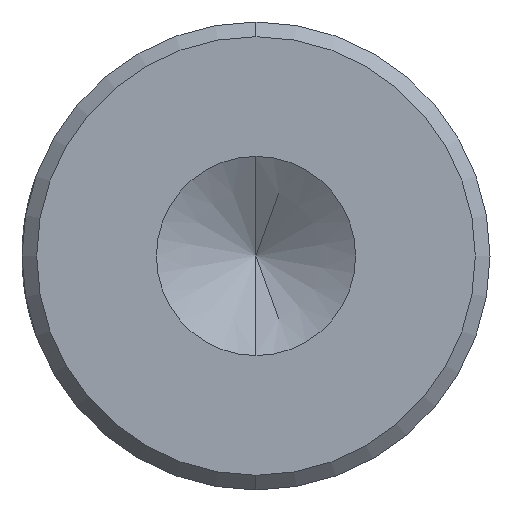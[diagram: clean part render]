
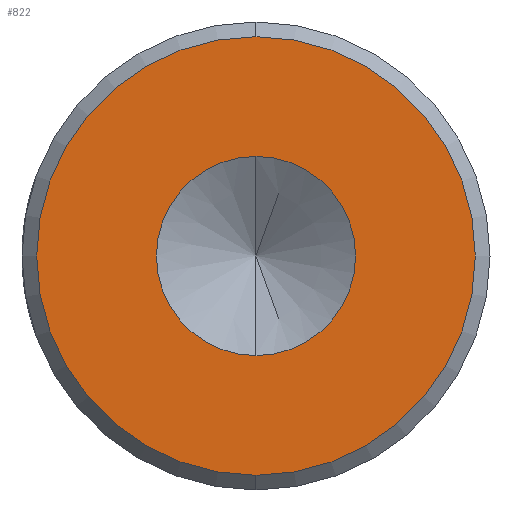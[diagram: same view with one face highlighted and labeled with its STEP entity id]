
A CAD part, left-side view. The second image highlights one B-rep face of the part: STEP entity #822.
In plain terms, the highlighted planar face has unit normal (-1, 0, 0).
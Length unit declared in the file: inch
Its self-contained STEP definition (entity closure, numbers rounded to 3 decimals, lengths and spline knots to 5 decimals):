
#1 = CARTESIAN_POINT ( 'NONE',  ( 0., 0., 0. ) ) ;
#14 = DIRECTION ( 'NONE',  ( 0., 0., 1. ) ) ;
#81 = CARTESIAN_POINT ( 'NONE',  ( 0., 0., 0. ) ) ;
#168 = ORIENTED_EDGE ( 'NONE', *, *, #1559, .T. ) ;
#190 = AXIS2_PLACEMENT_3D ( 'NONE', #798, #795, #794 ) ;
#277 = ORIENTED_EDGE ( 'NONE', *, *, #1203, .F. ) ;
#280 = DIRECTION ( 'NONE',  ( 0., 0., 1. ) ) ;
#281 = ORIENTED_EDGE ( 'NONE', *, *, #1099, .F. ) ;
#288 = DIRECTION ( 'NONE',  ( -1., 0., 0. ) ) ;
#292 = CARTESIAN_POINT ( 'NONE',  ( 0., 0., 0. ) ) ;
#318 = VERTEX_POINT ( 'NONE', #592 ) ;
#324 = CIRCLE ( 'NONE', #190, 0.29291 ) ;
#368 = VERTEX_POINT ( 'NONE', #608 ) ;
#422 = VERTEX_POINT ( 'NONE', #771 ) ;
#437 = ORIENTED_EDGE ( 'NONE', *, *, #1278, .T. ) ;
#481 = CARTESIAN_POINT ( 'NONE',  ( 0., 0., -0.29291 ) ) ;
#532 = DIRECTION ( 'NONE',  ( -1., 0., 0. ) ) ;
#592 = CARTESIAN_POINT ( 'NONE',  ( 0., 0., 0.133 ) ) ;
#598 = CARTESIAN_POINT ( 'NONE',  ( 0., 0., 0. ) ) ;
#599 = CIRCLE ( 'NONE', #787, 0.133 ) ;
#606 = AXIS2_PLACEMENT_3D ( 'NONE', #81, #1425, #14 ) ;
#608 = CARTESIAN_POINT ( 'NONE',  ( 0., 0., 0.29291 ) ) ;
#683 = AXIS2_PLACEMENT_3D ( 'NONE', #1, #745, #1562 ) ;
#690 = PLANE ( 'NONE',  #854 ) ;
#745 = DIRECTION ( 'NONE',  ( -1., 0., 0. ) ) ;
#771 = CARTESIAN_POINT ( 'NONE',  ( 0., 0., -0.133 ) ) ;
#787 = AXIS2_PLACEMENT_3D ( 'NONE', #292, #288, #280 ) ;
#794 = DIRECTION ( 'NONE',  ( 0., 0., 1. ) ) ;
#795 = DIRECTION ( 'NONE',  ( -1., 0., 0. ) ) ;
#798 = CARTESIAN_POINT ( 'NONE',  ( 0., 0., 0. ) ) ;
#822 = ADVANCED_FACE ( 'NONE', ( #1495, #1393 ), #690, .T. ) ;
#854 = AXIS2_PLACEMENT_3D ( 'NONE', #598, #532, #1437 ) ;
#924 = CIRCLE ( 'NONE', #683, 0.133 ) ;
#994 = VERTEX_POINT ( 'NONE', #481 ) ;
#1099 = EDGE_CURVE ( 'NONE', #422, #318, #599, .T. ) ;
#1176 = CIRCLE ( 'NONE', #606, 0.29291 ) ;
#1203 = EDGE_CURVE ( 'NONE', #318, #422, #924, .T. ) ;
#1278 = EDGE_CURVE ( 'NONE', #994, #368, #1176, .T. ) ;
#1297 = EDGE_LOOP ( 'NONE', ( #277, #281 ) ) ;
#1393 = FACE_BOUND ( 'NONE', #1297, .T. ) ;
#1425 = DIRECTION ( 'NONE',  ( -1., 0., 0. ) ) ;
#1437 = DIRECTION ( 'NONE',  ( 0., 0., 1. ) ) ;
#1495 = FACE_OUTER_BOUND ( 'NONE', #1539, .T. ) ;
#1539 = EDGE_LOOP ( 'NONE', ( #437, #168 ) ) ;
#1559 = EDGE_CURVE ( 'NONE', #368, #994, #324, .T. ) ;
#1562 = DIRECTION ( 'NONE',  ( 0., 0., 1. ) ) ;
